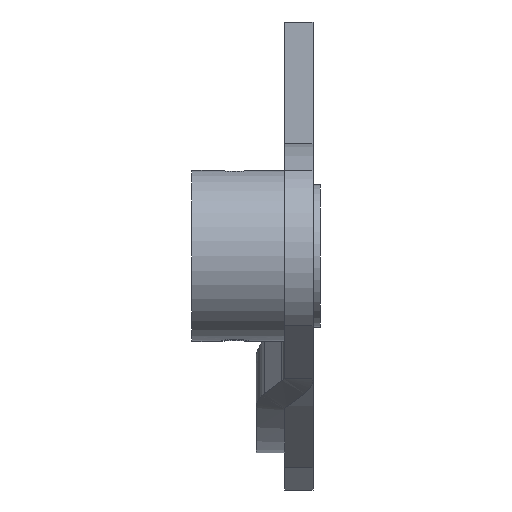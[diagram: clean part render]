
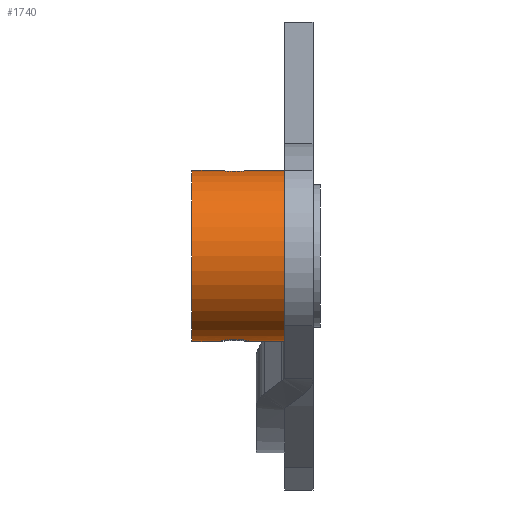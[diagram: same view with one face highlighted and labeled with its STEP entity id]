
A CAD part, front view. The second image highlights one B-rep face of the part: STEP entity #1740.
In plain terms, the highlighted cylindrical face has radius 6 mm (diameter 12 mm), a partial arc.
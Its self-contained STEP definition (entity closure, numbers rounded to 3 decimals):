
#20 = CARTESIAN_POINT ( 'NONE',  ( -5.5, -0.893, 5.933 ) ) ;
#38 = VERTEX_POINT ( 'NONE', #1184 ) ;
#41 = CARTESIAN_POINT ( 'NONE',  ( -4.604, -0.478, 5.983 ) ) ;
#106 = DIRECTION ( 'NONE',  ( 1., 0., 0. ) ) ;
#126 = LINE ( 'NONE', #709, #1856 ) ;
#132 = VERTEX_POINT ( 'NONE', #497 ) ;
#133 = CARTESIAN_POINT ( 'NONE',  ( -6.381, -0.462, 5.983 ) ) ;
#136 = VERTEX_POINT ( 'NONE', #224 ) ;
#153 = LINE ( 'NONE', #1199, #1665 ) ;
#166 = FACE_OUTER_BOUND ( 'NONE', #235, .T. ) ;
#176 = CARTESIAN_POINT ( 'NONE',  ( -2., 0., 0. ) ) ;
#210 = VECTOR ( 'NONE', #106, 1000. ) ;
#222 = CIRCLE ( 'NONE', #1250, 6. ) ;
#224 = CARTESIAN_POINT ( 'NONE',  ( -2., 0., -6. ) ) ;
#235 = EDGE_LOOP ( 'NONE', ( #613, #1015, #1077, #859, #897, #565, #1402, #726, #708, #700 ) ) ;
#238 = VERTEX_POINT ( 'NONE', #1728 ) ;
#244 = EDGE_CURVE ( 'NONE', #767, #291, #126, .T. ) ;
#262 = CARTESIAN_POINT ( 'NONE',  ( -4.42, 0., -6. ) ) ;
#274 = CIRCLE ( 'NONE', #1530, 6. ) ;
#291 = VERTEX_POINT ( 'NONE', #1570 ) ;
#312 = CARTESIAN_POINT ( 'NONE',  ( -5.247, -0.872, 5.937 ) ) ;
#319 = VECTOR ( 'NONE', #891, 1000. ) ;
#322 = CARTESIAN_POINT ( 'NONE',  ( -6.58, 0., 6. ) ) ;
#350 = B_SPLINE_CURVE_WITH_KNOTS ( 'NONE', 3,
 ( #368, #512, #958, #794, #968, #1270, #665, #1262, #1556, #520, #1694, #1547 ),
 .UNSPECIFIED., .F., .F.,
 ( 4, 2, 2, 2, 2, 4 ),
 ( 0.005, 0.005, 0.006, 0.006, 0.006, 0.007 ),
 .UNSPECIFIED. ) ;
#368 = CARTESIAN_POINT ( 'NONE',  ( -5.5, -1.305, -5.856 ) ) ;
#429 = CARTESIAN_POINT ( 'NONE',  ( -6.104, -0.721, 5.957 ) ) ;
#436 = AXIS2_PLACEMENT_3D ( 'NONE', #1072, #1501, #1346 ) ;
#495 = CARTESIAN_POINT ( 'NONE',  ( -8.5, 0., 0. ) ) ;
#497 = CARTESIAN_POINT ( 'NONE',  ( -5.5, -1.305, -5.856 ) ) ;
#512 = CARTESIAN_POINT ( 'NONE',  ( -5.661, -1.305, -5.856 ) ) ;
#520 = CARTESIAN_POINT ( 'NONE',  ( -6.606, -0.326, -5.993 ) ) ;
#543 = CARTESIAN_POINT ( 'NONE',  ( -5.5, -0.893, 5.933 ) ) ;
#545 = EDGE_CURVE ( 'NONE', #577, #38, #1789, .T. ) ;
#551 = CARTESIAN_POINT ( 'NONE',  ( -5.339, -1.305, -5.856 ) ) ;
#560 = CARTESIAN_POINT ( 'NONE',  ( -6.298, -0.56, 5.974 ) ) ;
#565 = ORIENTED_EDGE ( 'NONE', *, *, #997, .T. ) ;
#577 = VERTEX_POINT ( 'NONE', #322 ) ;
#593 = EDGE_CURVE ( 'NONE', #38, #238, #1012, .T. ) ;
#601 = CARTESIAN_POINT ( 'NONE',  ( -8.5, 0., -6. ) ) ;
#606 = EDGE_CURVE ( 'NONE', #1779, #577, #153, .T. ) ;
#613 = ORIENTED_EDGE ( 'NONE', *, *, #606, .F. ) ;
#624 = CARTESIAN_POINT ( 'NONE',  ( -4.42, 0., 6. ) ) ;
#665 = CARTESIAN_POINT ( 'NONE',  ( -6.444, -0.779, -5.95 ) ) ;
#700 = ORIENTED_EDGE ( 'NONE', *, *, #545, .F. ) ;
#708 = ORIENTED_EDGE ( 'NONE', *, *, #593, .F. ) ;
#709 = CARTESIAN_POINT ( 'NONE',  ( -8.5, 0., -6. ) ) ;
#726 = ORIENTED_EDGE ( 'NONE', *, *, #1603, .F. ) ;
#738 = CARTESIAN_POINT ( 'NONE',  ( -5.372, -0.893, 5.933 ) ) ;
#747 = DIRECTION ( 'NONE',  ( 1., 0., 0. ) ) ;
#767 = VERTEX_POINT ( 'NONE', #793 ) ;
#793 = CARTESIAN_POINT ( 'NONE',  ( -8.5, 0., -6. ) ) ;
#794 = CARTESIAN_POINT ( 'NONE',  ( -6.115, -1.133, -5.893 ) ) ;
#822 = VERTEX_POINT ( 'NONE', #840 ) ;
#840 = CARTESIAN_POINT ( 'NONE',  ( -2., 0., 6. ) ) ;
#849 = DIRECTION ( 'NONE',  ( 1., 0., 0. ) ) ;
#855 = CARTESIAN_POINT ( 'NONE',  ( -4.389, -0.159, -6. ) ) ;
#859 = ORIENTED_EDGE ( 'NONE', *, *, #1873, .F. ) ;
#887 = CARTESIAN_POINT ( 'NONE',  ( -4.42, 0., -6. ) ) ;
#891 = DIRECTION ( 'NONE',  ( 1., 0., 0. ) ) ;
#897 = ORIENTED_EDGE ( 'NONE', *, *, #1590, .F. ) ;
#958 = CARTESIAN_POINT ( 'NONE',  ( -5.823, -1.269, -5.865 ) ) ;
#968 = CARTESIAN_POINT ( 'NONE',  ( -6.245, -1.032, -5.912 ) ) ;
#997 = EDGE_CURVE ( 'NONE', #1231, #136, #1645, .T. ) ;
#1012 = B_SPLINE_CURVE_WITH_KNOTS ( 'NONE', 3,
 ( #20, #738, #312, #1327, #1914, #41, #1775, #624 ),
 .UNSPECIFIED., .F., .F.,
 ( 4, 2, 2, 4 ),
 ( 0., 0., 0.001, 0.002 ),
 .UNSPECIFIED. ) ;
#1015 = ORIENTED_EDGE ( 'NONE', *, *, #1449, .F. ) ;
#1018 = CARTESIAN_POINT ( 'NONE',  ( -5.628, -0.893, 5.933 ) ) ;
#1072 = CARTESIAN_POINT ( 'NONE',  ( -8.5, 0., 0. ) ) ;
#1077 = ORIENTED_EDGE ( 'NONE', *, *, #244, .T. ) ;
#1087 = DIRECTION ( 'NONE',  ( -1., 0., 0. ) ) ;
#1167 = LINE ( 'NONE', #1177, #210 ) ;
#1177 = CARTESIAN_POINT ( 'NONE',  ( -8.5, 0., 6. ) ) ;
#1184 = CARTESIAN_POINT ( 'NONE',  ( -5.5, -0.893, 5.933 ) ) ;
#1191 = CARTESIAN_POINT ( 'NONE',  ( -5.5, -1.305, -5.856 ) ) ;
#1199 = CARTESIAN_POINT ( 'NONE',  ( -8.5, 0., 6. ) ) ;
#1231 = VERTEX_POINT ( 'NONE', #887 ) ;
#1237 = DIRECTION ( 'NONE',  ( 0., 0., -1. ) ) ;
#1250 = AXIS2_PLACEMENT_3D ( 'NONE', #176, #1495, #1237 ) ;
#1262 = CARTESIAN_POINT ( 'NONE',  ( -6.517, -0.636, -5.967 ) ) ;
#1270 = CARTESIAN_POINT ( 'NONE',  ( -6.4, -0.846, -5.94 ) ) ;
#1300 = CARTESIAN_POINT ( 'NONE',  ( -6.58, 0., 6. ) ) ;
#1317 = CARTESIAN_POINT ( 'NONE',  ( -5.992, -0.785, 5.949 ) ) ;
#1318 = CARTESIAN_POINT ( 'NONE',  ( -5.177, -1.269, -5.865 ) ) ;
#1327 = CARTESIAN_POINT ( 'NONE',  ( -5.008, -0.785, 5.949 ) ) ;
#1328 = CARTESIAN_POINT ( 'NONE',  ( -4.394, -0.325, -5.993 ) ) ;
#1346 = DIRECTION ( 'NONE',  ( 0., 0., -1. ) ) ;
#1361 = EDGE_CURVE ( 'NONE', #136, #822, #222, .T. ) ;
#1402 = ORIENTED_EDGE ( 'NONE', *, *, #1361, .T. ) ;
#1449 = EDGE_CURVE ( 'NONE', #767, #1779, #274, .T. ) ;
#1464 = CARTESIAN_POINT ( 'NONE',  ( -6.51, -0.245, 5.996 ) ) ;
#1495 = DIRECTION ( 'NONE',  ( -1., 0., 0. ) ) ;
#1501 = DIRECTION ( 'NONE',  ( 1., 0., 0. ) ) ;
#1530 = AXIS2_PLACEMENT_3D ( 'NONE', #495, #1087, #1669 ) ;
#1547 = CARTESIAN_POINT ( 'NONE',  ( -6.58, 0., -6. ) ) ;
#1556 = CARTESIAN_POINT ( 'NONE',  ( -6.546, -0.559, -5.974 ) ) ;
#1570 = CARTESIAN_POINT ( 'NONE',  ( -6.58, 0., -6. ) ) ;
#1590 = EDGE_CURVE ( 'NONE', #1231, #132, #1681, .T. ) ;
#1602 = CARTESIAN_POINT ( 'NONE',  ( -4.754, -1.032, -5.912 ) ) ;
#1603 = EDGE_CURVE ( 'NONE', #238, #822, #1167, .T. ) ;
#1645 = LINE ( 'NONE', #601, #319 ) ;
#1648 = CARTESIAN_POINT ( 'NONE',  ( -8.5, 0., 6. ) ) ;
#1665 = VECTOR ( 'NONE', #747, 1000. ) ;
#1669 = DIRECTION ( 'NONE',  ( 0., 0., 1. ) ) ;
#1681 = B_SPLINE_CURVE_WITH_KNOTS ( 'NONE', 3,
 ( #262, #855, #1328, #1757, #1883, #1602, #1746, #1318, #551, #1191 ),
 .UNSPECIFIED., .F., .F.,
 ( 4, 2, 2, 2, 4 ),
 ( 0.003, 0.004, 0.004, 0.004, 0.005 ),
 .UNSPECIFIED. ) ;
#1694 = CARTESIAN_POINT ( 'NONE',  ( -6.611, -0.16, -6. ) ) ;
#1728 = CARTESIAN_POINT ( 'NONE',  ( -4.42, 0., 6. ) ) ;
#1740 = ADVANCED_FACE ( 'NONE', ( #166 ), #1817, .T. ) ;
#1746 = CARTESIAN_POINT ( 'NONE',  ( -4.884, -1.132, -5.893 ) ) ;
#1757 = CARTESIAN_POINT ( 'NONE',  ( -4.474, -0.636, -5.968 ) ) ;
#1775 = CARTESIAN_POINT ( 'NONE',  ( -4.469, -0.25, 6. ) ) ;
#1779 = VERTEX_POINT ( 'NONE', #1648 ) ;
#1789 = B_SPLINE_CURVE_WITH_KNOTS ( 'NONE', 3,
 ( #1300, #1882, #1464, #133, #560, #429, #1317, #1864, #1018, #543 ),
 .UNSPECIFIED., .F., .F.,
 ( 4, 2, 2, 2, 4 ),
 ( 0.005, 0.006, 0.006, 0.007, 0.007 ),
 .UNSPECIFIED. ) ;
#1817 = CYLINDRICAL_SURFACE ( 'NONE', #436, 6. ) ;
#1856 = VECTOR ( 'NONE', #849, 1000. ) ;
#1864 = CARTESIAN_POINT ( 'NONE',  ( -5.755, -0.871, 5.937 ) ) ;
#1873 = EDGE_CURVE ( 'NONE', #132, #291, #350, .T. ) ;
#1882 = CARTESIAN_POINT ( 'NONE',  ( -6.556, -0.124, 6. ) ) ;
#1883 = CARTESIAN_POINT ( 'NONE',  ( -4.549, -0.783, -5.95 ) ) ;
#1914 = CARTESIAN_POINT ( 'NONE',  ( -4.898, -0.722, 5.957 ) ) ;
